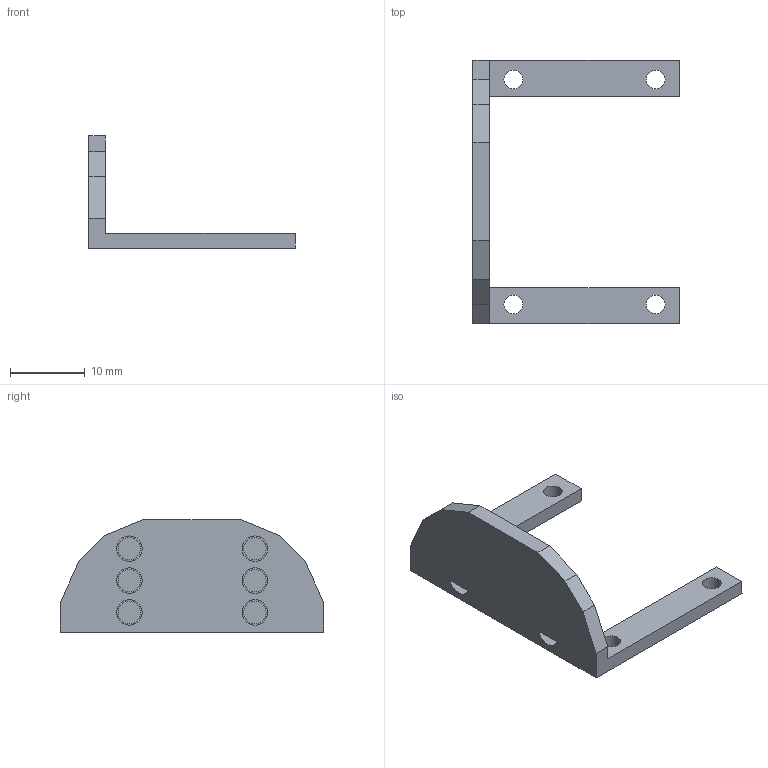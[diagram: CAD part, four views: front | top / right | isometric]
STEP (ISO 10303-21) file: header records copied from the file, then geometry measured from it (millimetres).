
FILE_DESCRIPTION(/* description */ (''),/* implementation_level */ '2;1');
FILE_NAME(/* name */ 'HeatSink Mount.step',/* time_stamp */ '2024-06-29T23:31:30-04:00',/* author */ (''),/* organization */ (''),/* preprocessor_version */ 'ST-DEVELOPER v20',/* originating_system */ 'Autodesk Translation Framework v13.14.0.145',/* authorisation */ '');
FILE_SCHEMA (('AUTOMOTIVE_DESIGN { 1 0 10303 214 3 1 1 }'));
Length unit declared in the file: millimetre
Products named in the file (1): HeatSink Mount
Bounding box: 27.52 x 35.12 x 15 mm (x, y, z)
Volume: 1334 mm3; surface area: 1911 mm2
Topology: 1 solids, 1 shells, 40 faces, 98 edges, 66 vertices
Faces by surface type: plane 24, cylinder 10, cone 6
Full cylindrical faces by diameter (mm): 2.5 x4, 3 x6
Entity records: 1233 total; most frequent: DIRECTION 206, CARTESIAN_POINT 205, ORIENTED_EDGE 196, EDGE_CURVE 98, LINE 72, VECTOR 72, AXIS2_PLACEMENT_3D 67, VERTEX_POINT 66
